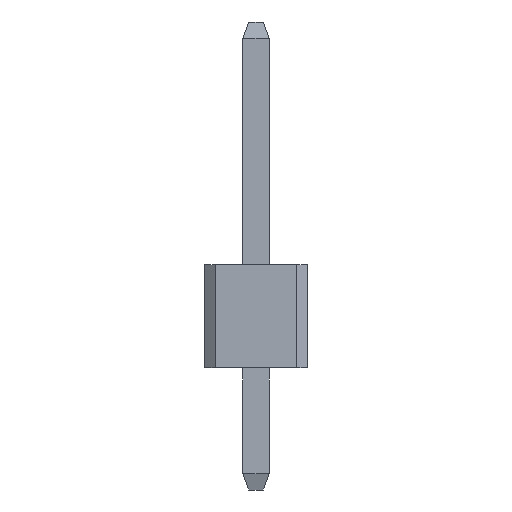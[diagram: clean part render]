
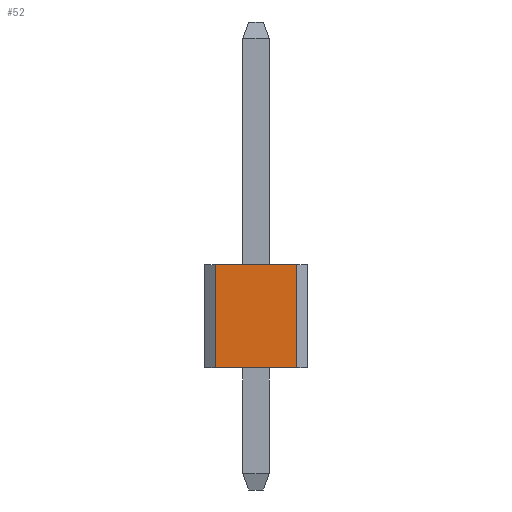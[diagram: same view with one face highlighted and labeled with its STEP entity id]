
A CAD part, front view. The second image highlights one B-rep face of the part: STEP entity #52.
In plain terms, the highlighted planar face has unit normal (0, -1, 0).
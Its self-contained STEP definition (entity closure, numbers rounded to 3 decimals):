
#49 = ORIENTED_EDGE ( 'NONE', *, *, #1090, .T. ) ;
#52 = ADVANCED_FACE ( 'NONE', ( #152 ), #168, .T. ) ;
#77 = LINE ( 'NONE', #534, #1146 ) ;
#79 = VECTOR ( 'NONE', #1215, 1000. ) ;
#91 = AXIS2_PLACEMENT_3D ( 'NONE', #1284, #505, #723 ) ;
#113 = ORIENTED_EDGE ( 'NONE', *, *, #212, .F. ) ;
#152 = FACE_OUTER_BOUND ( 'NONE', #1220, .T. ) ;
#168 = PLANE ( 'NONE',  #91 ) ;
#173 = CARTESIAN_POINT ( 'NONE',  ( 1., -1.27, 5.54 ) ) ;
#195 = VECTOR ( 'NONE', #607, 1000. ) ;
#212 = EDGE_CURVE ( 'NONE', #733, #759, #850, .T. ) ;
#245 = CARTESIAN_POINT ( 'NONE',  ( 1., -1.27, 3. ) ) ;
#297 = VECTOR ( 'NONE', #799, 1000. ) ;
#324 = CARTESIAN_POINT ( 'NONE',  ( -1., -1.27, 5.54 ) ) ;
#342 = CARTESIAN_POINT ( 'NONE',  ( 1., -1.27, 5.54 ) ) ;
#417 = DIRECTION ( 'NONE',  ( -1., 0., 0. ) ) ;
#468 = EDGE_CURVE ( 'NONE', #980, #759, #868, .T. ) ;
#505 = DIRECTION ( 'NONE',  ( 0., -1., 0. ) ) ;
#534 = CARTESIAN_POINT ( 'NONE',  ( -1., -1.27, 5.54 ) ) ;
#572 = ORIENTED_EDGE ( 'NONE', *, *, #1262, .F. ) ;
#606 = CARTESIAN_POINT ( 'NONE',  ( -1., -1.27, 3. ) ) ;
#607 = DIRECTION ( 'NONE',  ( -1., 0., 0. ) ) ;
#723 = DIRECTION ( 'NONE',  ( 0., 0., -1. ) ) ;
#733 = VERTEX_POINT ( 'NONE', #245 ) ;
#759 = VERTEX_POINT ( 'NONE', #606 ) ;
#799 = DIRECTION ( 'NONE',  ( 0., 0., -1. ) ) ;
#850 = LINE ( 'NONE', #1073, #195 ) ;
#868 = LINE ( 'NONE', #324, #79 ) ;
#916 = LINE ( 'NONE', #342, #297 ) ;
#980 = VERTEX_POINT ( 'NONE', #1174 ) ;
#1064 = ORIENTED_EDGE ( 'NONE', *, *, #468, .T. ) ;
#1073 = CARTESIAN_POINT ( 'NONE',  ( -1., -1.27, 3. ) ) ;
#1090 = EDGE_CURVE ( 'NONE', #1094, #980, #77, .T. ) ;
#1094 = VERTEX_POINT ( 'NONE', #173 ) ;
#1146 = VECTOR ( 'NONE', #417, 1000. ) ;
#1174 = CARTESIAN_POINT ( 'NONE',  ( -1., -1.27, 5.54 ) ) ;
#1215 = DIRECTION ( 'NONE',  ( 0., 0., -1. ) ) ;
#1220 = EDGE_LOOP ( 'NONE', ( #113, #572, #49, #1064 ) ) ;
#1262 = EDGE_CURVE ( 'NONE', #1094, #733, #916, .T. ) ;
#1284 = CARTESIAN_POINT ( 'NONE',  ( -1., -1.27, 5.54 ) ) ;
